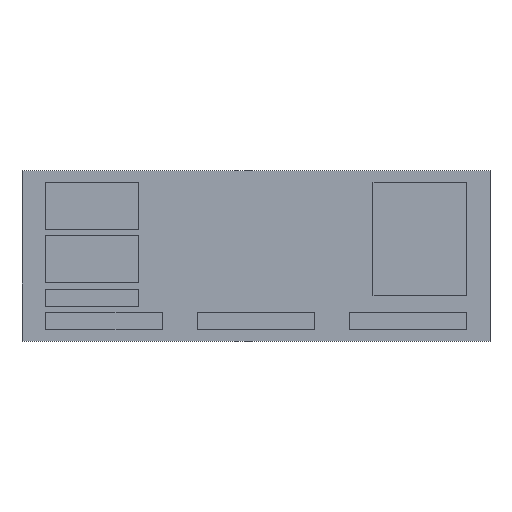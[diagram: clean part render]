
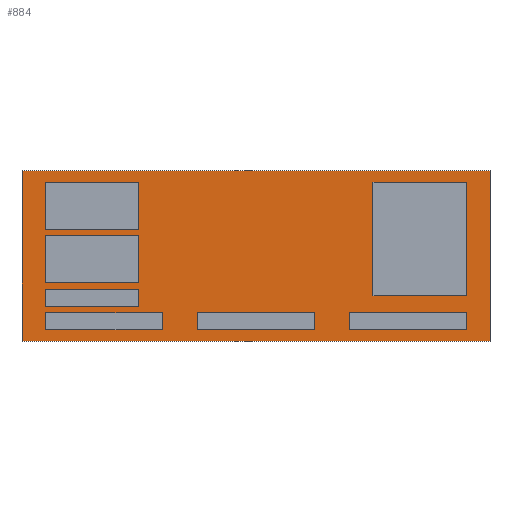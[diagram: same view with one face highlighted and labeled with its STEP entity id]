
A CAD part, top view. The second image highlights one B-rep face of the part: STEP entity #884.
In plain terms, the highlighted planar face has unit normal (0, 0, 1).
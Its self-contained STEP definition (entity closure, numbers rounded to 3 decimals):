
#14=FACE_BOUND('',#167,.T.);
#15=FACE_BOUND('',#168,.T.);
#16=FACE_BOUND('',#169,.T.);
#17=FACE_BOUND('',#170,.T.);
#18=FACE_BOUND('',#171,.T.);
#19=FACE_BOUND('',#172,.T.);
#20=FACE_BOUND('',#173,.T.);
#68=PLANE('',#964);
#117=FACE_OUTER_BOUND('',#166,.T.);
#166=EDGE_LOOP('',(#743,#744,#745,#746));
#167=EDGE_LOOP('',(#747,#748,#749,#750));
#168=EDGE_LOOP('',(#751,#752,#753,#754));
#169=EDGE_LOOP('',(#755,#756,#757,#758));
#170=EDGE_LOOP('',(#759,#760,#761,#762));
#171=EDGE_LOOP('',(#763,#764,#765,#766));
#172=EDGE_LOOP('',(#767,#768,#769,#770));
#173=EDGE_LOOP('',(#771,#772,#773,#774));
#183=LINE('',#1214,#283);
#187=LINE('',#1222,#287);
#190=LINE('',#1228,#290);
#193=LINE('',#1233,#293);
#195=LINE('',#1239,#295);
#199=LINE('',#1247,#299);
#202=LINE('',#1253,#302);
#205=LINE('',#1258,#305);
#207=LINE('',#1264,#307);
#211=LINE('',#1272,#311);
#214=LINE('',#1278,#314);
#217=LINE('',#1283,#317);
#219=LINE('',#1289,#319);
#223=LINE('',#1297,#323);
#226=LINE('',#1303,#326);
#229=LINE('',#1308,#329);
#231=LINE('',#1314,#331);
#235=LINE('',#1322,#335);
#238=LINE('',#1328,#338);
#241=LINE('',#1333,#341);
#243=LINE('',#1339,#343);
#247=LINE('',#1347,#347);
#250=LINE('',#1353,#350);
#253=LINE('',#1358,#353);
#255=LINE('',#1364,#355);
#259=LINE('',#1372,#359);
#262=LINE('',#1378,#362);
#265=LINE('',#1383,#365);
#269=LINE('',#1393,#369);
#272=LINE('',#1399,#372);
#275=LINE('',#1405,#375);
#278=LINE('',#1409,#378);
#283=VECTOR('',#1006,10.);
#287=VECTOR('',#1012,10.);
#290=VECTOR('',#1017,10.);
#293=VECTOR('',#1022,10.);
#295=VECTOR('',#1028,10.);
#299=VECTOR('',#1034,10.);
#302=VECTOR('',#1039,10.);
#305=VECTOR('',#1044,10.);
#307=VECTOR('',#1050,10.);
#311=VECTOR('',#1056,10.);
#314=VECTOR('',#1061,10.);
#317=VECTOR('',#1066,10.);
#319=VECTOR('',#1072,10.);
#323=VECTOR('',#1078,10.);
#326=VECTOR('',#1083,10.);
#329=VECTOR('',#1088,10.);
#331=VECTOR('',#1094,10.);
#335=VECTOR('',#1100,10.);
#338=VECTOR('',#1105,10.);
#341=VECTOR('',#1110,10.);
#343=VECTOR('',#1116,10.);
#347=VECTOR('',#1122,10.);
#350=VECTOR('',#1127,10.);
#353=VECTOR('',#1132,10.);
#355=VECTOR('',#1138,10.);
#359=VECTOR('',#1144,10.);
#362=VECTOR('',#1149,10.);
#365=VECTOR('',#1154,10.);
#369=VECTOR('',#1162,10.);
#372=VECTOR('',#1167,10.);
#375=VECTOR('',#1172,10.);
#378=VECTOR('',#1177,10.);
#395=VERTEX_POINT('',#1212);
#396=VERTEX_POINT('',#1213);
#399=VERTEX_POINT('',#1221);
#401=VERTEX_POINT('',#1227);
#403=VERTEX_POINT('',#1237);
#404=VERTEX_POINT('',#1238);
#407=VERTEX_POINT('',#1246);
#409=VERTEX_POINT('',#1252);
#411=VERTEX_POINT('',#1262);
#412=VERTEX_POINT('',#1263);
#415=VERTEX_POINT('',#1271);
#417=VERTEX_POINT('',#1277);
#419=VERTEX_POINT('',#1287);
#420=VERTEX_POINT('',#1288);
#423=VERTEX_POINT('',#1296);
#425=VERTEX_POINT('',#1302);
#427=VERTEX_POINT('',#1312);
#428=VERTEX_POINT('',#1313);
#431=VERTEX_POINT('',#1321);
#433=VERTEX_POINT('',#1327);
#435=VERTEX_POINT('',#1337);
#436=VERTEX_POINT('',#1338);
#439=VERTEX_POINT('',#1346);
#441=VERTEX_POINT('',#1352);
#443=VERTEX_POINT('',#1362);
#444=VERTEX_POINT('',#1363);
#447=VERTEX_POINT('',#1371);
#449=VERTEX_POINT('',#1377);
#453=VERTEX_POINT('',#1390);
#454=VERTEX_POINT('',#1392);
#456=VERTEX_POINT('',#1398);
#458=VERTEX_POINT('',#1404);
#471=EDGE_CURVE('',#395,#396,#183,.T.);
#475=EDGE_CURVE('',#399,#395,#187,.T.);
#478=EDGE_CURVE('',#401,#399,#190,.T.);
#481=EDGE_CURVE('',#396,#401,#193,.T.);
#483=EDGE_CURVE('',#403,#404,#195,.T.);
#487=EDGE_CURVE('',#407,#403,#199,.T.);
#490=EDGE_CURVE('',#409,#407,#202,.T.);
#493=EDGE_CURVE('',#404,#409,#205,.T.);
#495=EDGE_CURVE('',#411,#412,#207,.T.);
#499=EDGE_CURVE('',#415,#411,#211,.T.);
#502=EDGE_CURVE('',#417,#415,#214,.T.);
#505=EDGE_CURVE('',#412,#417,#217,.T.);
#507=EDGE_CURVE('',#419,#420,#219,.T.);
#511=EDGE_CURVE('',#423,#419,#223,.T.);
#514=EDGE_CURVE('',#425,#423,#226,.T.);
#517=EDGE_CURVE('',#420,#425,#229,.T.);
#519=EDGE_CURVE('',#427,#428,#231,.T.);
#523=EDGE_CURVE('',#431,#427,#235,.T.);
#526=EDGE_CURVE('',#433,#431,#238,.T.);
#529=EDGE_CURVE('',#428,#433,#241,.T.);
#531=EDGE_CURVE('',#435,#436,#243,.T.);
#535=EDGE_CURVE('',#439,#435,#247,.T.);
#538=EDGE_CURVE('',#441,#439,#250,.T.);
#541=EDGE_CURVE('',#436,#441,#253,.T.);
#543=EDGE_CURVE('',#443,#444,#255,.T.);
#547=EDGE_CURVE('',#447,#443,#259,.T.);
#550=EDGE_CURVE('',#449,#447,#262,.T.);
#553=EDGE_CURVE('',#444,#449,#265,.T.);
#557=EDGE_CURVE('',#454,#453,#269,.T.);
#560=EDGE_CURVE('',#456,#454,#272,.T.);
#563=EDGE_CURVE('',#458,#456,#275,.T.);
#566=EDGE_CURVE('',#453,#458,#278,.T.);
#743=ORIENTED_EDGE('',*,*,#566,.T.);
#744=ORIENTED_EDGE('',*,*,#563,.T.);
#745=ORIENTED_EDGE('',*,*,#560,.T.);
#746=ORIENTED_EDGE('',*,*,#557,.T.);
#747=ORIENTED_EDGE('',*,*,#471,.T.);
#748=ORIENTED_EDGE('',*,*,#481,.T.);
#749=ORIENTED_EDGE('',*,*,#478,.T.);
#750=ORIENTED_EDGE('',*,*,#475,.T.);
#751=ORIENTED_EDGE('',*,*,#483,.T.);
#752=ORIENTED_EDGE('',*,*,#493,.T.);
#753=ORIENTED_EDGE('',*,*,#490,.T.);
#754=ORIENTED_EDGE('',*,*,#487,.T.);
#755=ORIENTED_EDGE('',*,*,#495,.T.);
#756=ORIENTED_EDGE('',*,*,#505,.T.);
#757=ORIENTED_EDGE('',*,*,#502,.T.);
#758=ORIENTED_EDGE('',*,*,#499,.T.);
#759=ORIENTED_EDGE('',*,*,#507,.T.);
#760=ORIENTED_EDGE('',*,*,#517,.T.);
#761=ORIENTED_EDGE('',*,*,#514,.T.);
#762=ORIENTED_EDGE('',*,*,#511,.T.);
#763=ORIENTED_EDGE('',*,*,#519,.T.);
#764=ORIENTED_EDGE('',*,*,#529,.T.);
#765=ORIENTED_EDGE('',*,*,#526,.T.);
#766=ORIENTED_EDGE('',*,*,#523,.T.);
#767=ORIENTED_EDGE('',*,*,#531,.T.);
#768=ORIENTED_EDGE('',*,*,#541,.T.);
#769=ORIENTED_EDGE('',*,*,#538,.T.);
#770=ORIENTED_EDGE('',*,*,#535,.T.);
#771=ORIENTED_EDGE('',*,*,#543,.T.);
#772=ORIENTED_EDGE('',*,*,#553,.T.);
#773=ORIENTED_EDGE('',*,*,#550,.T.);
#774=ORIENTED_EDGE('',*,*,#547,.T.);
#884=ADVANCED_FACE('',(#117,#14,#15,#16,#17,#18,#19,#20),#68,.T.);
#964=AXIS2_PLACEMENT_3D('',#1410,#1178,#1179);
#1006=DIRECTION('',(0.,1.,0.));
#1012=DIRECTION('',(-1.,0.,0.));
#1017=DIRECTION('',(0.,-1.,0.));
#1022=DIRECTION('',(1.,0.,0.));
#1028=DIRECTION('',(0.,-1.,0.));
#1034=DIRECTION('',(1.,0.,0.));
#1039=DIRECTION('',(0.,1.,0.));
#1044=DIRECTION('',(-1.,0.,0.));
#1050=DIRECTION('',(0.,1.,0.));
#1056=DIRECTION('',(-1.,0.,0.));
#1061=DIRECTION('',(0.,-1.,0.));
#1066=DIRECTION('',(1.,0.,0.));
#1072=DIRECTION('',(-1.,0.,0.));
#1078=DIRECTION('',(0.,-1.,0.));
#1083=DIRECTION('',(1.,0.,0.));
#1088=DIRECTION('',(0.,1.,0.));
#1094=DIRECTION('',(0.,-1.,0.));
#1100=DIRECTION('',(1.,0.,0.));
#1105=DIRECTION('',(0.,1.,0.));
#1110=DIRECTION('',(-1.,0.,0.));
#1116=DIRECTION('',(1.,0.,0.));
#1122=DIRECTION('',(0.,1.,0.));
#1127=DIRECTION('',(-1.,0.,0.));
#1132=DIRECTION('',(0.,-1.,0.));
#1138=DIRECTION('',(0.,1.,0.));
#1144=DIRECTION('',(-1.,0.,0.));
#1149=DIRECTION('',(0.,-1.,0.));
#1154=DIRECTION('',(1.,0.,0.));
#1162=DIRECTION('',(1.,0.,0.));
#1167=DIRECTION('',(0.,-1.,0.));
#1172=DIRECTION('',(-1.,0.,0.));
#1177=DIRECTION('',(0.,1.,0.));
#1178=DIRECTION('center_axis',(0.,0.,1.));
#1179=DIRECTION('ref_axis',(1.,0.,0.));
#1212=CARTESIAN_POINT('',(-68.75,-86.667,40.));
#1213=CARTESIAN_POINT('',(-68.75,-66.667,40.));
#1214=CARTESIAN_POINT('',(-68.75,-43.333,40.));
#1221=CARTESIAN_POINT('',(68.75,-86.667,40.));
#1222=CARTESIAN_POINT('',(34.375,-86.667,40.));
#1227=CARTESIAN_POINT('',(68.75,-66.667,40.));
#1228=CARTESIAN_POINT('',(68.75,-33.333,40.));
#1233=CARTESIAN_POINT('',(-34.375,-66.667,40.));
#1237=CARTESIAN_POINT('',(-137.5,86.667,40.));
#1238=CARTESIAN_POINT('',(-137.5,31.667,40.));
#1239=CARTESIAN_POINT('',(-137.5,43.333,40.));
#1246=CARTESIAN_POINT('',(-247.5,86.667,40.));
#1247=CARTESIAN_POINT('',(-123.75,86.667,40.));
#1252=CARTESIAN_POINT('',(-247.5,31.667,40.));
#1253=CARTESIAN_POINT('',(-247.5,15.833,40.));
#1258=CARTESIAN_POINT('',(-68.75,31.667,40.));
#1262=CARTESIAN_POINT('',(-247.5,-86.667,40.));
#1263=CARTESIAN_POINT('',(-247.5,-66.667,40.));
#1264=CARTESIAN_POINT('',(-247.5,-43.333,40.));
#1271=CARTESIAN_POINT('',(-110.,-86.667,40.));
#1272=CARTESIAN_POINT('',(-55.,-86.667,40.));
#1277=CARTESIAN_POINT('',(-110.,-66.667,40.));
#1278=CARTESIAN_POINT('',(-110.,-33.333,40.));
#1283=CARTESIAN_POINT('',(-123.75,-66.667,40.));
#1287=CARTESIAN_POINT('',(247.5,-46.667,40.));
#1288=CARTESIAN_POINT('',(137.5,-46.667,40.));
#1289=CARTESIAN_POINT('',(123.75,-46.667,40.));
#1296=CARTESIAN_POINT('',(247.5,86.667,40.));
#1297=CARTESIAN_POINT('',(247.5,43.333,40.));
#1302=CARTESIAN_POINT('',(137.5,86.667,40.));
#1303=CARTESIAN_POINT('',(68.75,86.667,40.));
#1308=CARTESIAN_POINT('',(137.5,-23.333,40.));
#1312=CARTESIAN_POINT('',(-137.5,23.824,40.));
#1313=CARTESIAN_POINT('',(-137.5,-31.176,40.));
#1314=CARTESIAN_POINT('',(-137.5,11.912,40.));
#1321=CARTESIAN_POINT('',(-247.5,23.824,40.));
#1322=CARTESIAN_POINT('',(-123.75,23.824,40.));
#1327=CARTESIAN_POINT('',(-247.5,-31.176,40.));
#1328=CARTESIAN_POINT('',(-247.5,-15.588,40.));
#1333=CARTESIAN_POINT('',(-68.75,-31.176,40.));
#1337=CARTESIAN_POINT('',(-247.5,-39.02,40.));
#1338=CARTESIAN_POINT('',(-137.5,-39.02,40.));
#1339=CARTESIAN_POINT('',(-123.75,-39.02,40.));
#1346=CARTESIAN_POINT('',(-247.5,-59.02,40.));
#1347=CARTESIAN_POINT('',(-247.5,-29.51,40.));
#1352=CARTESIAN_POINT('',(-137.5,-59.02,40.));
#1353=CARTESIAN_POINT('',(-68.75,-59.02,40.));
#1358=CARTESIAN_POINT('',(-137.5,-19.51,40.));
#1362=CARTESIAN_POINT('',(110.,-86.667,40.));
#1363=CARTESIAN_POINT('',(110.,-66.667,40.));
#1364=CARTESIAN_POINT('',(110.,-43.333,40.));
#1371=CARTESIAN_POINT('',(247.5,-86.667,40.));
#1372=CARTESIAN_POINT('',(123.75,-86.667,40.));
#1377=CARTESIAN_POINT('',(247.5,-66.667,40.));
#1378=CARTESIAN_POINT('',(247.5,-33.333,40.));
#1383=CARTESIAN_POINT('',(55.,-66.667,40.));
#1390=CARTESIAN_POINT('',(275.,-100.,40.));
#1392=CARTESIAN_POINT('',(-275.,-100.,40.));
#1393=CARTESIAN_POINT('',(-275.,-100.,40.));
#1398=CARTESIAN_POINT('',(-275.,100.,40.));
#1399=CARTESIAN_POINT('',(-275.,100.,40.));
#1404=CARTESIAN_POINT('',(275.,100.,40.));
#1405=CARTESIAN_POINT('',(275.,100.,40.));
#1409=CARTESIAN_POINT('',(275.,-100.,40.));
#1410=CARTESIAN_POINT('Origin',(0.,0.,40.));
